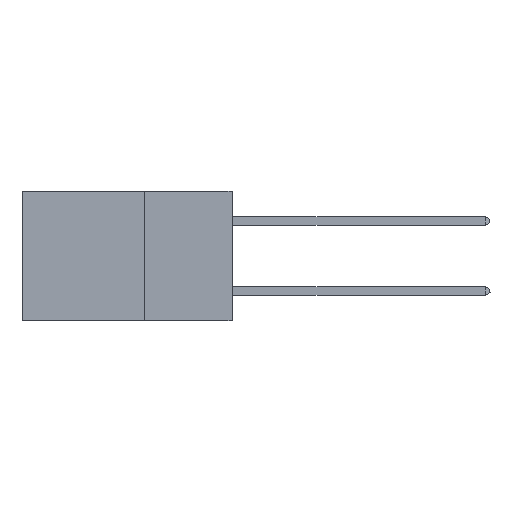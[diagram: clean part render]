
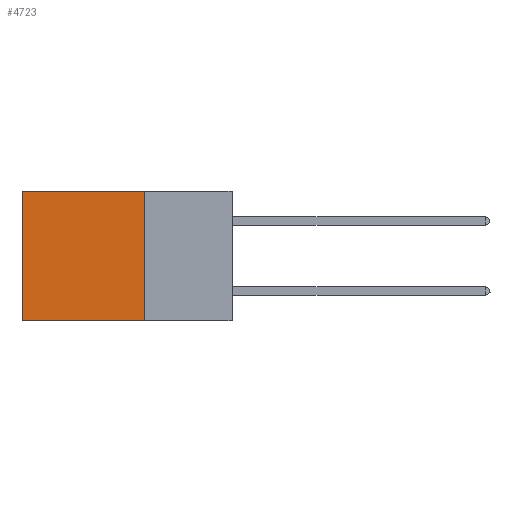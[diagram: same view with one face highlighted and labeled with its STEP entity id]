
A CAD part, left-side view. The second image highlights one B-rep face of the part: STEP entity #4723.
In plain terms, the highlighted planar face has unit normal (-1, 0, 0).
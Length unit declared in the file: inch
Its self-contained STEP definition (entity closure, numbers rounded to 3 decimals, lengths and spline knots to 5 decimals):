
#133 = LINE ( 'NONE', #14974, #14068 ) ;
#175 = CARTESIAN_POINT ( 'NONE',  ( 0.2875, 0.25, 0. ) ) ;
#629 = ORIENTED_EDGE ( 'NONE', *, *, #17648, .F. ) ;
#930 = EDGE_CURVE ( 'NONE', #18197, #1183, #4230, .T. ) ;
#1183 = VERTEX_POINT ( 'NONE', #11505 ) ;
#1384 = CARTESIAN_POINT ( 'NONE',  ( 0.2875, 0.6, 0. ) ) ;
#1741 = LINE ( 'NONE', #2487, #11645 ) ;
#2364 = DIRECTION ( 'NONE',  ( 0., 0., -1. ) ) ;
#2487 = CARTESIAN_POINT ( 'NONE',  ( 0.2875, 0.25, 0. ) ) ;
#3116 = PLANE ( 'NONE',  #9103 ) ;
#4230 = LINE ( 'NONE', #175, #10127 ) ;
#4555 = CARTESIAN_POINT ( 'NONE',  ( 0.2875, 0.25, 0. ) ) ;
#4723 = ADVANCED_FACE ( 'NONE', ( #5857 ), #3116, .F. ) ;
#4867 = DIRECTION ( 'NONE',  ( 0., 0., -1. ) ) ;
#5857 = FACE_OUTER_BOUND ( 'NONE', #5952, .T. ) ;
#5952 = EDGE_LOOP ( 'NONE', ( #13620, #629, #14915, #16993 ) ) ;
#8198 = CARTESIAN_POINT ( 'NONE',  ( 0.2875, 0.25, -0.37 ) ) ;
#8907 = VERTEX_POINT ( 'NONE', #8198 ) ;
#9103 = AXIS2_PLACEMENT_3D ( 'NONE', #4555, #12108, #4867 ) ;
#9279 = DIRECTION ( 'NONE',  ( 0., 1., 0. ) ) ;
#10127 = VECTOR ( 'NONE', #13249, 39.37008 ) ;
#11221 = EDGE_CURVE ( 'NONE', #1183, #15305, #14425, .T. ) ;
#11505 = CARTESIAN_POINT ( 'NONE',  ( 0.2875, 0.6, 0. ) ) ;
#11645 = VECTOR ( 'NONE', #2364, 39.37008 ) ;
#12108 = DIRECTION ( 'NONE',  ( 1., 0., 0. ) ) ;
#12395 = VECTOR ( 'NONE', #13009, 39.37008 ) ;
#13009 = DIRECTION ( 'NONE',  ( 0., 0., -1. ) ) ;
#13125 = CARTESIAN_POINT ( 'NONE',  ( 0.2875, 0.6, -0.37 ) ) ;
#13144 = CARTESIAN_POINT ( 'NONE',  ( 0.2875, 0.25, 0. ) ) ;
#13249 = DIRECTION ( 'NONE',  ( 0., 1., 0. ) ) ;
#13324 = EDGE_CURVE ( 'NONE', #18197, #8907, #1741, .T. ) ;
#13620 = ORIENTED_EDGE ( 'NONE', *, *, #11221, .T. ) ;
#14068 = VECTOR ( 'NONE', #9279, 39.37008 ) ;
#14425 = LINE ( 'NONE', #1384, #12395 ) ;
#14915 = ORIENTED_EDGE ( 'NONE', *, *, #13324, .F. ) ;
#14974 = CARTESIAN_POINT ( 'NONE',  ( 0.2875, 0.25, -0.37 ) ) ;
#15305 = VERTEX_POINT ( 'NONE', #13125 ) ;
#16993 = ORIENTED_EDGE ( 'NONE', *, *, #930, .T. ) ;
#17648 = EDGE_CURVE ( 'NONE', #8907, #15305, #133, .T. ) ;
#18197 = VERTEX_POINT ( 'NONE', #13144 ) ;
